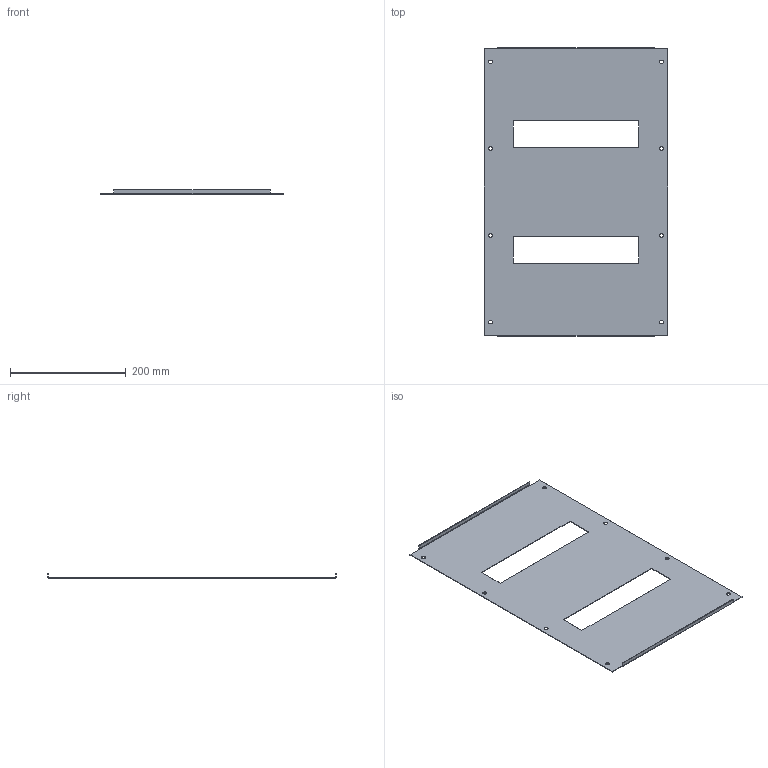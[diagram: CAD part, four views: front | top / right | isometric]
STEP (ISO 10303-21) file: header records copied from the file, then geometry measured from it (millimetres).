
FILE_DESCRIPTION (( 'STEP AP214' ), '1' );
FILE_NAME ('Ïëàñòðîí 500õ400 íà 2 ýòàæà.STEP', '2018-02-08T10:50:09', ( 'Îëåã' ), ( '' ), 'SwSTEP 2.0', 'SolidWorks 2017', '' );
FILE_SCHEMA (( 'AUTOMOTIVE_DESIGN' ));
Length unit declared in the file: millimetre
Products named in the file (1): Ïëàñòðîí 500õ400 íà 2 ýòàæà
Bounding box: 317 x 499 x 8 mm (x, y, z)
Volume: 141197.9 mm3; surface area: 285268.5 mm2
Topology: 1 solids, 1 shells, 42 faces, 104 edges, 64 vertices
Faces by surface type: plane 30, cylinder 12
Full cylindrical faces by diameter (mm): 6.5 x8
Entity records: 1280 total; most frequent: DIRECTION 206, CARTESIAN_POINT 203, ORIENTED_EDGE 192, EDGE_CURVE 96, VECTOR 72, LINE 72, EDGE_LOOP 70, AXIS2_PLACEMENT_3D 67
